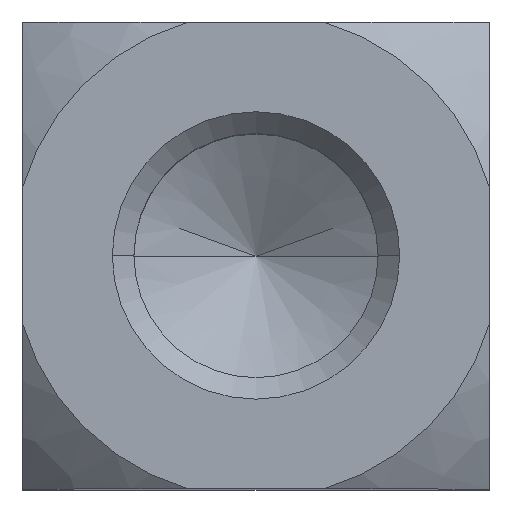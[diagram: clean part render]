
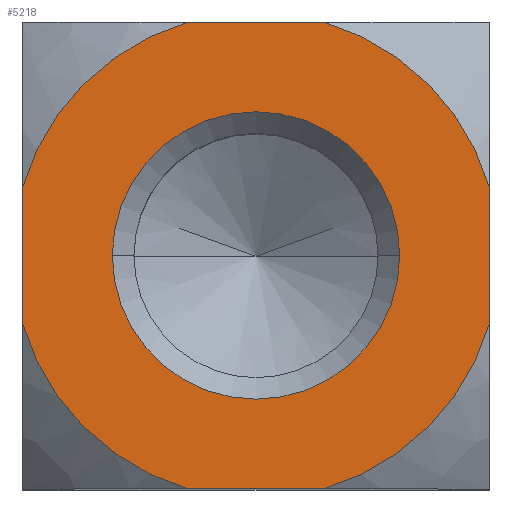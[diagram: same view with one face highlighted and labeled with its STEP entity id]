
A CAD part, top view. The second image highlights one B-rep face of the part: STEP entity #5218.
In plain terms, the highlighted planar face has unit normal (0, 0, 1).
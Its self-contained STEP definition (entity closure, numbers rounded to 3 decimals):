
#4925=CARTESIAN_POINT('',(4.0,0.,17.0));
#4926=VERTEX_POINT('',#4925);
#4935=CARTESIAN_POINT('',(-4.0,0.,17.0));
#4936=VERTEX_POINT('',#4935);
#4937=CARTESIAN_POINT('',(0.,0.,17.0));
#4938=DIRECTION('',(0.0,0.0,-1.0));
#4939=DIRECTION('',(1.0,0.0,0.0));
#4940=AXIS2_PLACEMENT_3D('',#4937,#4938,#4939);
#4941=CIRCLE('',#4940,4.0);
#4942=EDGE_CURVE('',#4936,#4926,#4941,.T.);
#5038=CARTESIAN_POINT('',(-1.881,-6.5,17.0));
#5039=VERTEX_POINT('',#5038);
#5049=CARTESIAN_POINT('',(-6.5,-1.881,17.0));
#5050=VERTEX_POINT('',#5049);
#5051=CARTESIAN_POINT('',(0.0,0.,17.0));
#5052=DIRECTION('',(0.0,0.0,1.0));
#5053=DIRECTION('',(0.0,1.0,0.0));
#5054=AXIS2_PLACEMENT_3D('',#5051,#5052,#5053);
#5055=CIRCLE('',#5054,6.767);
#5056=EDGE_CURVE('',#5050,#5039,#5055,.T.);
#5073=CARTESIAN_POINT('',(6.5,-1.881,17.0));
#5074=VERTEX_POINT('',#5073);
#5084=CARTESIAN_POINT('',(1.881,-6.5,17.0));
#5085=VERTEX_POINT('',#5084);
#5086=CARTESIAN_POINT('',(0.0,0.,17.0));
#5087=DIRECTION('',(0.0,0.0,1.0));
#5088=DIRECTION('',(0.0,1.0,0.0));
#5089=AXIS2_PLACEMENT_3D('',#5086,#5087,#5088);
#5090=CIRCLE('',#5089,6.767);
#5091=EDGE_CURVE('',#5085,#5074,#5090,.T.);
#5110=CARTESIAN_POINT('',(-1.881,6.5,17.0));
#5111=VERTEX_POINT('',#5110);
#5119=CARTESIAN_POINT('',(-6.5,1.881,17.0));
#5120=VERTEX_POINT('',#5119);
#5128=CARTESIAN_POINT('',(0.0,0.,17.0));
#5129=DIRECTION('',(0.0,0.0,1.0));
#5130=DIRECTION('',(0.0,1.0,0.0));
#5131=AXIS2_PLACEMENT_3D('',#5128,#5129,#5130);
#5132=CIRCLE('',#5131,6.767);
#5133=EDGE_CURVE('',#5111,#5120,#5132,.T.);
#5143=CARTESIAN_POINT('',(1.881,6.5,17.0));
#5144=VERTEX_POINT('',#5143);
#5154=CARTESIAN_POINT('',(6.5,1.881,17.0));
#5155=VERTEX_POINT('',#5154);
#5156=CARTESIAN_POINT('',(0.0,0.,17.0));
#5157=DIRECTION('',(0.0,0.0,1.0));
#5158=DIRECTION('',(0.0,1.0,0.0));
#5159=AXIS2_PLACEMENT_3D('',#5156,#5157,#5158);
#5160=CIRCLE('',#5159,6.767);
#5161=EDGE_CURVE('',#5155,#5144,#5160,.T.);
#5173=CARTESIAN_POINT('',(0.,0.,17.0));
#5174=DIRECTION('',(0.0,0.0,1.0));
#5175=DIRECTION('',(1.0,0.0,0.0));
#5176=AXIS2_PLACEMENT_3D('',#5173,#5174,#5175);
#5177=PLANE('',#5176);
#5178=ORIENTED_EDGE('',*,*,#5161,.T.);
#5179=CARTESIAN_POINT('',(-1.881,6.5,17.0));
#5180=DIRECTION('',(1.0,0.0,0.0));
#5181=VECTOR('',#5180,3.763);
#5182=LINE('',#5179,#5181);
#5183=EDGE_CURVE('',#5111,#5144,#5182,.T.);
#5184=ORIENTED_EDGE('',*,*,#5183,.F.);
#5185=ORIENTED_EDGE('',*,*,#5133,.T.);
#5186=CARTESIAN_POINT('',(-6.5,-1.881,17.0));
#5187=DIRECTION('',(0.0,1.0,0.0));
#5188=VECTOR('',#5187,3.763);
#5189=LINE('',#5186,#5188);
#5190=EDGE_CURVE('',#5050,#5120,#5189,.T.);
#5191=ORIENTED_EDGE('',*,*,#5190,.F.);
#5192=ORIENTED_EDGE('',*,*,#5056,.T.);
#5193=CARTESIAN_POINT('',(1.881,-6.5,17.0));
#5194=DIRECTION('',(-1.0,0.0,0.0));
#5195=VECTOR('',#5194,3.763);
#5196=LINE('',#5193,#5195);
#5197=EDGE_CURVE('',#5085,#5039,#5196,.T.);
#5198=ORIENTED_EDGE('',*,*,#5197,.F.);
#5199=ORIENTED_EDGE('',*,*,#5091,.T.);
#5200=CARTESIAN_POINT('',(6.5,1.881,17.0));
#5201=DIRECTION('',(0.0,-1.0,0.0));
#5202=VECTOR('',#5201,3.763);
#5203=LINE('',#5200,#5202);
#5204=EDGE_CURVE('',#5155,#5074,#5203,.T.);
#5205=ORIENTED_EDGE('',*,*,#5204,.F.);
#5206=EDGE_LOOP('',(#5178,#5184,#5185,#5191,#5192,#5198,#5199,#5205));
#5207=FACE_OUTER_BOUND('',#5206,.T.);
#5208=CARTESIAN_POINT('',(0.,0.,17.0));
#5209=DIRECTION('',(0.0,0.0,-1.0));
#5210=DIRECTION('',(1.0,0.0,0.0));
#5211=AXIS2_PLACEMENT_3D('',#5208,#5209,#5210);
#5212=CIRCLE('',#5211,4.0);
#5213=EDGE_CURVE('',#4926,#4936,#5212,.T.);
#5214=ORIENTED_EDGE('',*,*,#5213,.T.);
#5215=ORIENTED_EDGE('',*,*,#4942,.T.);
#5216=EDGE_LOOP('',(#5214,#5215));
#5217=FACE_BOUND('',#5216,.T.);
#5218=ADVANCED_FACE('',(#5207,#5217),#5177,.T.);
